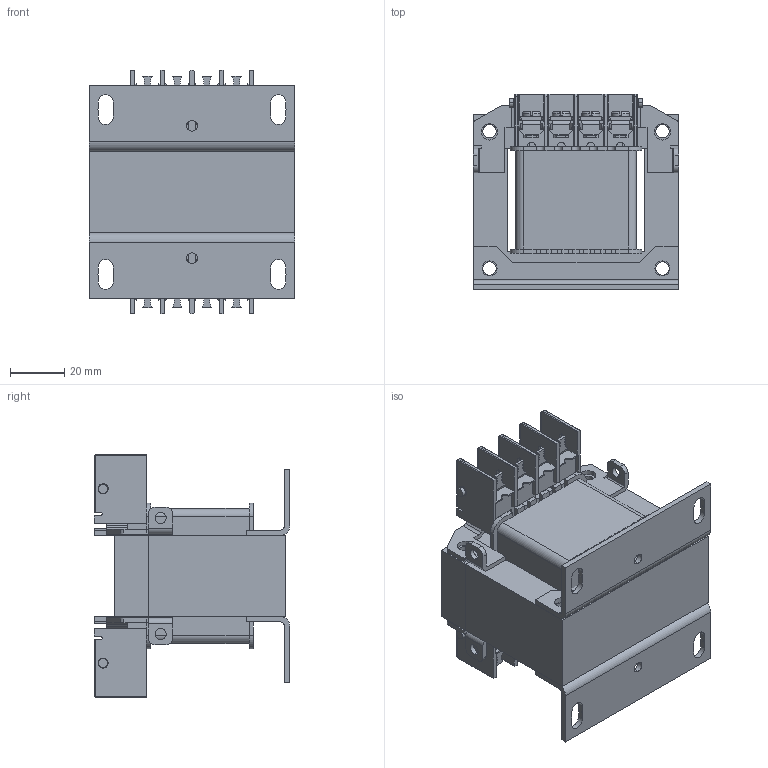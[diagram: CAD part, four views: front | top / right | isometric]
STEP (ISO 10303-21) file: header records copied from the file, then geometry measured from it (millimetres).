
FILE_DESCRIPTION (( 'STEP AP214' ), '1' );
FILE_NAME ('SP100SP.step', '2019-03-27T13:31:44', ( '' ), ( '' ), 'SwSTEP 2.0', 'SolidWorks 2018', '' );
FILE_SCHEMA (( 'AUTOMOTIVE_DESIGN' ));
Length unit declared in the file: inch
Products named in the file (1): SP100SP
Bounding box: 76.2 x 72.33 x 90 mm (x, y, z)
Volume: 208319.3 mm3; surface area: 86838 mm2
Topology: 41 solids, 41 shells, 3166 faces, 8854 edges, 5700 vertices
Faces by surface type: plane 1936, cylinder 935, bspline 260, cone 35
Entity records: 126997 total; most frequent: CARTESIAN_POINT 48583, ORIENTED_EDGE 17580, DIRECTION 14338, EDGE_CURVE 8790, VECTOR 5870, LINE 5870, VERTEX_POINT 5700, AXIS2_PLACEMENT_3D 4234
